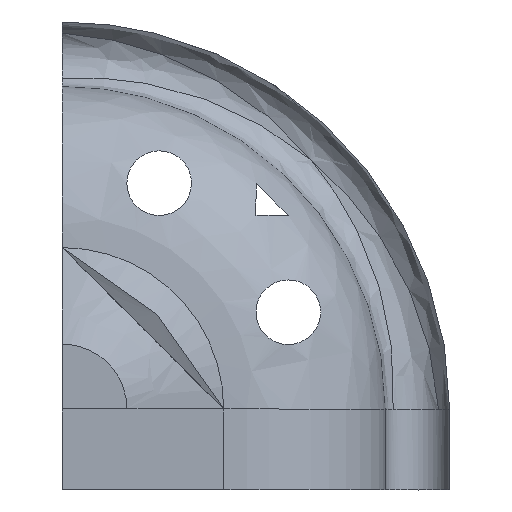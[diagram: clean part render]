
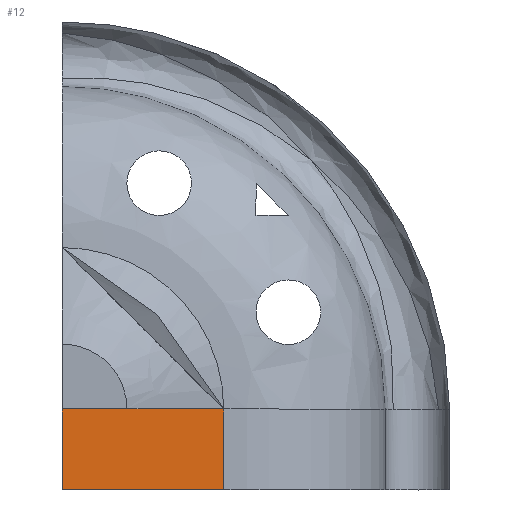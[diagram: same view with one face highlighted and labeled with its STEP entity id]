
A CAD part, top view. The second image highlights one B-rep face of the part: STEP entity #12.
In plain terms, the highlighted free-form (B-spline) face has degree [1, 1] with [2, 2] control points.
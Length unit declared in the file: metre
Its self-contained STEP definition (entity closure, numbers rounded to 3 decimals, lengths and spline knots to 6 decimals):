
#12 = ADVANCED_FACE('',(#13),#26,.T.);
#13 = FACE_BOUND('',#14,.T.);
#14 = EDGE_LOOP('',(#15,#61,#75,#89));
#15 = ORIENTED_EDGE('',*,*,#16,.F.);
#16 = EDGE_CURVE('',#17,#19,#21,.T.);
#17 = VERTEX_POINT('',#18);
#18 = CARTESIAN_POINT('',(0.,0.,0.));
#19 = VERTEX_POINT('',#20);
#20 = CARTESIAN_POINT('',(0.5,0.,0.));
#21 = SURFACE_CURVE('',#22,(#25,#36),.PCURVE_S2.);
#22 = B_SPLINE_CURVE_WITH_KNOTS('',1,(#23,#24),.UNSPECIFIED.,.F.,.F.,(2,
    2),(0.,1.),.PIECEWISE_BEZIER_KNOTS.);
#23 = CARTESIAN_POINT('',(0.,0.,0.));
#24 = CARTESIAN_POINT('',(0.5,0.,0.));
#25 = PCURVE('',#26,#31);
#26 = B_SPLINE_SURFACE_WITH_KNOTS('',1,1,(
    (#27,#28)
    ,(#29,#30)),.UNSPECIFIED.,.F.,.F.,.F.,(2,2),(2,2),(0.,1.),(0.,1.),
  .PIECEWISE_BEZIER_KNOTS.);
#27 = CARTESIAN_POINT('',(0.,0.,0.));
#28 = CARTESIAN_POINT('',(0.5,0.,0.));
#29 = CARTESIAN_POINT('',(0.,-0.25,0.));
#30 = CARTESIAN_POINT('',(0.5,-0.25,0.));
#31 = DEFINITIONAL_REPRESENTATION('',(#32),#35);
#32 = B_SPLINE_CURVE_WITH_KNOTS('',1,(#33,#34),.UNSPECIFIED.,.F.,.F.,(2,
    2),(0.,1.),.PIECEWISE_BEZIER_KNOTS.);
#33 = CARTESIAN_POINT('',(0.,0.));
#34 = CARTESIAN_POINT('',(0.,1.));
#35 = ( GEOMETRIC_REPRESENTATION_CONTEXT(2) 
PARAMETRIC_REPRESENTATION_CONTEXT() REPRESENTATION_CONTEXT('2D SPACE',''
  ) );
#36 = PCURVE('',#37,#56);
#37 = B_SPLINE_SURFACE_WITH_KNOTS('',8,1,(
    (#38,#39)
    ,(#40,#41)
    ,(#42,#43)
    ,(#44,#45)
    ,(#46,#47)
    ,(#48,#49)
    ,(#50,#51)
    ,(#52,#53)
    ,(#54,#55)),.UNSPECIFIED.,.F.,.F.,.F.,(9,9),(2,2),(0.,1.),(0.,1.),
  .PIECEWISE_BEZIER_KNOTS.);
#38 = CARTESIAN_POINT('',(0.5,0.,0.));
#39 = CARTESIAN_POINT('',(0.,0.,0.));
#40 = CARTESIAN_POINT('',(0.5,0.098175,0.));
#41 = CARTESIAN_POINT('',(0.,0.,0.));
#42 = CARTESIAN_POINT('',(0.47797,0.19635,0.));
#43 = CARTESIAN_POINT('',(0.,0.,0.));
#44 = CARTESIAN_POINT('',(0.433909,0.288757,0.));
#45 = CARTESIAN_POINT('',(0.,0.,0.));
#46 = CARTESIAN_POINT('',(0.369629,0.369629,0.));
#47 = CARTESIAN_POINT('',(0.,0.,0.));
#48 = CARTESIAN_POINT('',(0.288757,0.433909,0.));
#49 = CARTESIAN_POINT('',(0.,0.,0.));
#50 = CARTESIAN_POINT('',(0.19635,0.47797,0.));
#51 = CARTESIAN_POINT('',(0.,0.,0.));
#52 = CARTESIAN_POINT('',(0.098175,0.5,0.));
#53 = CARTESIAN_POINT('',(0.,0.,0.));
#54 = CARTESIAN_POINT('',(0.,0.5,0.));
#55 = CARTESIAN_POINT('',(0.,0.,0.));
#56 = DEFINITIONAL_REPRESENTATION('',(#57),#60);
#57 = B_SPLINE_CURVE_WITH_KNOTS('',1,(#58,#59),.UNSPECIFIED.,.F.,.F.,(2,
    2),(0.,1.),.PIECEWISE_BEZIER_KNOTS.);
#58 = CARTESIAN_POINT('',(0.,1.));
#59 = CARTESIAN_POINT('',(0.,0.));
#60 = ( GEOMETRIC_REPRESENTATION_CONTEXT(2) 
PARAMETRIC_REPRESENTATION_CONTEXT() REPRESENTATION_CONTEXT('2D SPACE',''
  ) );
#61 = ORIENTED_EDGE('',*,*,#62,.T.);
#62 = EDGE_CURVE('',#17,#63,#65,.T.);
#63 = VERTEX_POINT('',#64);
#64 = CARTESIAN_POINT('',(0.,-0.25,0.));
#65 = SURFACE_CURVE('',#66,(#69),.PCURVE_S2.);
#66 = B_SPLINE_CURVE_WITH_KNOTS('',1,(#67,#68),.UNSPECIFIED.,.F.,.F.,(2,
    2),(0.,1.),.PIECEWISE_BEZIER_KNOTS.);
#67 = CARTESIAN_POINT('',(0.,0.,0.));
#68 = CARTESIAN_POINT('',(0.,-0.25,0.));
#69 = PCURVE('',#26,#70);
#70 = DEFINITIONAL_REPRESENTATION('',(#71),#74);
#71 = B_SPLINE_CURVE_WITH_KNOTS('',1,(#72,#73),.UNSPECIFIED.,.F.,.F.,(2,
    2),(0.,1.),.PIECEWISE_BEZIER_KNOTS.);
#72 = CARTESIAN_POINT('',(0.,0.));
#73 = CARTESIAN_POINT('',(1.,0.));
#74 = ( GEOMETRIC_REPRESENTATION_CONTEXT(2) 
PARAMETRIC_REPRESENTATION_CONTEXT() REPRESENTATION_CONTEXT('2D SPACE',''
  ) );
#75 = ORIENTED_EDGE('',*,*,#76,.T.);
#76 = EDGE_CURVE('',#63,#77,#79,.T.);
#77 = VERTEX_POINT('',#78);
#78 = CARTESIAN_POINT('',(0.5,-0.25,0.));
#79 = SURFACE_CURVE('',#80,(#83),.PCURVE_S2.);
#80 = B_SPLINE_CURVE_WITH_KNOTS('',1,(#81,#82),.UNSPECIFIED.,.F.,.F.,(2,
    2),(0.,1.),.PIECEWISE_BEZIER_KNOTS.);
#81 = CARTESIAN_POINT('',(0.,-0.25,0.));
#82 = CARTESIAN_POINT('',(0.5,-0.25,0.));
#83 = PCURVE('',#26,#84);
#84 = DEFINITIONAL_REPRESENTATION('',(#85),#88);
#85 = B_SPLINE_CURVE_WITH_KNOTS('',1,(#86,#87),.UNSPECIFIED.,.F.,.F.,(2,
    2),(0.,1.),.PIECEWISE_BEZIER_KNOTS.);
#86 = CARTESIAN_POINT('',(1.,0.));
#87 = CARTESIAN_POINT('',(1.,1.));
#88 = ( GEOMETRIC_REPRESENTATION_CONTEXT(2) 
PARAMETRIC_REPRESENTATION_CONTEXT() REPRESENTATION_CONTEXT('2D SPACE',''
  ) );
#89 = ORIENTED_EDGE('',*,*,#90,.T.);
#90 = EDGE_CURVE('',#77,#19,#91,.T.);
#91 = SURFACE_CURVE('',#92,(#95,#101),.PCURVE_S2.);
#92 = B_SPLINE_CURVE_WITH_KNOTS('',1,(#93,#94),.UNSPECIFIED.,.F.,.F.,(2,
    2),(0.,1.),.PIECEWISE_BEZIER_KNOTS.);
#93 = CARTESIAN_POINT('',(0.5,-0.25,0.));
#94 = CARTESIAN_POINT('',(0.5,0.,0.));
#95 = PCURVE('',#26,#96);
#96 = DEFINITIONAL_REPRESENTATION('',(#97),#100);
#97 = B_SPLINE_CURVE_WITH_KNOTS('',1,(#98,#99),.UNSPECIFIED.,.F.,.F.,(2,
    2),(0.,1.),.PIECEWISE_BEZIER_KNOTS.);
#98 = CARTESIAN_POINT('',(1.,1.));
#99 = CARTESIAN_POINT('',(0.,1.));
#100 = ( GEOMETRIC_REPRESENTATION_CONTEXT(2) 
PARAMETRIC_REPRESENTATION_CONTEXT() REPRESENTATION_CONTEXT('2D SPACE',''
  ) );
#101 = PCURVE('',#102,#121);
#102 = B_SPLINE_SURFACE_WITH_KNOTS('',8,1,(
    (#103,#104)
    ,(#105,#106)
    ,(#107,#108)
    ,(#109,#110)
    ,(#111,#112)
    ,(#113,#114)
    ,(#115,#116)
    ,(#117,#118)
    ,(#119,#120)),.UNSPECIFIED.,.F.,.F.,.F.,(9,9),(2,2),(0.,1.),(0.,1.),
  .PIECEWISE_BEZIER_KNOTS.);
#103 = CARTESIAN_POINT('',(0.5,-0.25,0.));
#104 = CARTESIAN_POINT('',(0.5,0.,0.));
#105 = CARTESIAN_POINT('',(0.598175,-0.25,0.));
#106 = CARTESIAN_POINT('',(0.598175,0.,0.));
#107 = CARTESIAN_POINT('',(0.69635,-0.25,-0.02203));
#108 = CARTESIAN_POINT('',(0.69635,0.,-0.02203));
#109 = CARTESIAN_POINT('',(0.788757,-0.25,-0.066091));
#110 = CARTESIAN_POINT('',(0.788757,0.,-0.066091));
#111 = CARTESIAN_POINT('',(0.869629,-0.25,-0.130371));
#112 = CARTESIAN_POINT('',(0.869629,0.,-0.130371));
#113 = CARTESIAN_POINT('',(0.933909,-0.25,-0.211243));
#114 = CARTESIAN_POINT('',(0.933909,0.,-0.211243));
#115 = CARTESIAN_POINT('',(0.97797,-0.25,-0.30365));
#116 = CARTESIAN_POINT('',(0.97797,0.,-0.30365));
#117 = CARTESIAN_POINT('',(1.,-0.25,-0.401825));
#118 = CARTESIAN_POINT('',(1.,0.,-0.401825));
#119 = CARTESIAN_POINT('',(1.,-0.25,-0.5));
#120 = CARTESIAN_POINT('',(1.,0.,-0.5));
#121 = DEFINITIONAL_REPRESENTATION('',(#122),#125);
#122 = B_SPLINE_CURVE_WITH_KNOTS('',1,(#123,#124),.UNSPECIFIED.,.F.,.F.,
  (2,2),(0.,1.),.PIECEWISE_BEZIER_KNOTS.);
#123 = CARTESIAN_POINT('',(0.,0.));
#124 = CARTESIAN_POINT('',(0.,1.));
#125 = ( GEOMETRIC_REPRESENTATION_CONTEXT(2) 
PARAMETRIC_REPRESENTATION_CONTEXT() REPRESENTATION_CONTEXT('2D SPACE',''
  ) );
